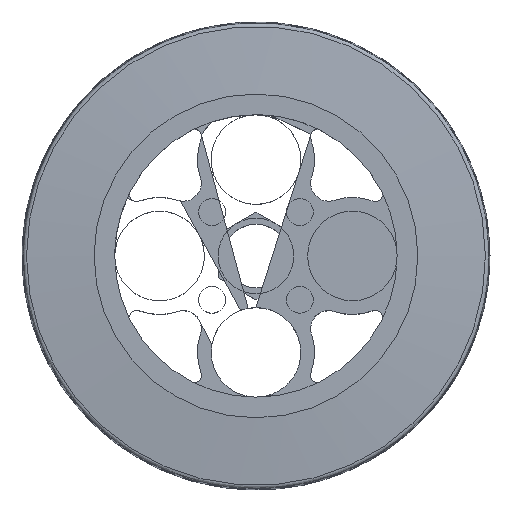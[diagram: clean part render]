
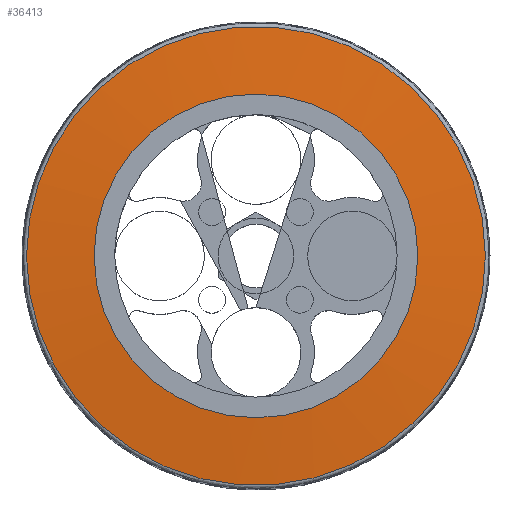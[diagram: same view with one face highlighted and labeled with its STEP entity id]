
A CAD part, top view. The second image highlights one B-rep face of the part: STEP entity #36413.
In plain terms, the highlighted conical face has half-angle 85.236 degrees and reference radius 68 mm.
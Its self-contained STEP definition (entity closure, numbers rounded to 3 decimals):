
#23292 = VERTEX_POINT('',#23293);
#23293 = CARTESIAN_POINT('',(66.623,0.,22.365));
#23299 = EDGE_CURVE('',#23292,#23292,#23300,.T.);
#23300 = ( BOUNDED_CURVE() B_SPLINE_CURVE(10,(#23301,#23302,#23303,
    #23304,#23305,#23306,#23307,#23308,#23309,#23310,#23311,#23312,
    #23313,#23314,#23315,#23316,#23317,#23318,#23319,#23320),
.UNSPECIFIED.,.T.,.F.) B_SPLINE_CURVE_WITH_KNOTS((11,9,11),(0.,
212.063,424.126),.UNSPECIFIED.) CURVE() 
GEOMETRIC_REPRESENTATION_ITEM() RATIONAL_B_SPLINE_CURVE((1.,1.,1.,1.,1.,
1.,1.,1.,1.,1.,1.,1.,1.,1.,1.,1.,1.,1.,1.,1.)) REPRESENTATION_ITEM('') 
  );
#23301 = CARTESIAN_POINT('',(66.623,0.,22.365));
#23302 = CARTESIAN_POINT('',(66.623,20.627,
    22.365));
#23303 = CARTESIAN_POINT('',(59.526,41.568,
    22.365));
#23304 = CARTESIAN_POINT('',(44.978,59.883,
    22.365));
#23305 = CARTESIAN_POINT('',(24.12,72.36,
    22.365));
#23306 = CARTESIAN_POINT('',(-0.017,76.612,
    22.365));
#23307 = CARTESIAN_POINT('',(-24.065,72.259,
    22.365));
#23308 = CARTESIAN_POINT('',(-44.708,59.917,
    22.365));
#23309 = CARTESIAN_POINT('',(-59.316,41.861,
    22.365));
#23310 = CARTESIAN_POINT('',(-66.623,20.93,
    22.365));
#23311 = CARTESIAN_POINT('',(-66.623,-20.93,
    22.365));
#23312 = CARTESIAN_POINT('',(-59.316,-41.861,
    22.365));
#23313 = CARTESIAN_POINT('',(-44.71,-59.917,
    22.365));
#23314 = CARTESIAN_POINT('',(-24.063,-72.261,
    22.365));
#23315 = CARTESIAN_POINT('',(-0.018,-76.609,
    22.365));
#23316 = CARTESIAN_POINT('',(24.12,-72.362,
    22.365));
#23317 = CARTESIAN_POINT('',(44.978,-59.883,
    22.365));
#23318 = CARTESIAN_POINT('',(59.526,-41.568,
    22.365));
#23319 = CARTESIAN_POINT('',(66.623,-20.627,
    22.365));
#23320 = CARTESIAN_POINT('',(66.623,0.,
    22.365));
#36413 = ADVANCED_FACE('',(#36414),#36433,.T.);
#36414 = FACE_BOUND('',#36415,.T.);
#36415 = EDGE_LOOP('',(#36416,#36424,#36425,#36426));
#36416 = ORIENTED_EDGE('',*,*,#36417,.F.);
#36417 = EDGE_CURVE('',#23292,#36418,#36420,.T.);
#36418 = VERTEX_POINT('',#36419);
#36419 = CARTESIAN_POINT('',(47.,0.,24.));
#36420 = LINE('',#36421,#36422);
#36421 = CARTESIAN_POINT('',(68.,0.,22.25));
#36422 = VECTOR('',#36423,1.);
#36423 = DIRECTION('',(-0.997,0.,0.083));
#36424 = ORIENTED_EDGE('',*,*,#23299,.T.);
#36425 = ORIENTED_EDGE('',*,*,#36417,.T.);
#36426 = ORIENTED_EDGE('',*,*,#36427,.F.);
#36427 = EDGE_CURVE('',#36418,#36418,#36428,.T.);
#36428 = CIRCLE('',#36429,47.);
#36429 = AXIS2_PLACEMENT_3D('',#36430,#36431,#36432);
#36430 = CARTESIAN_POINT('',(0.,0.,24.));
#36431 = DIRECTION('',(0.,0.,1.));
#36432 = DIRECTION('',(1.,0.,0.));
#36433 = CONICAL_SURFACE('',#36434,68.,1.488);
#36434 = AXIS2_PLACEMENT_3D('',#36435,#36436,#36437);
#36435 = CARTESIAN_POINT('',(0.,0.,22.25));
#36436 = DIRECTION('',(-0.,-0.,-1.));
#36437 = DIRECTION('',(1.,0.,0.));
